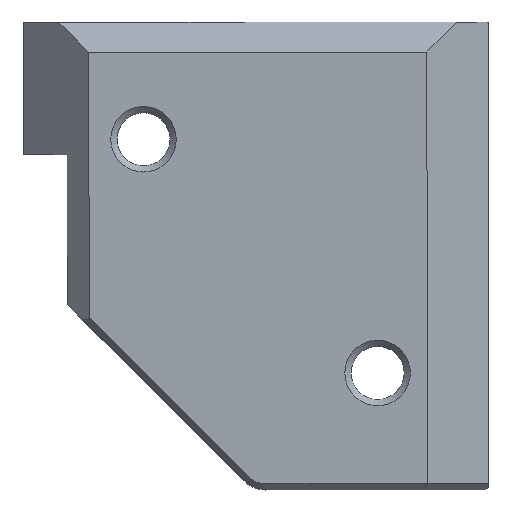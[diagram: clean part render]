
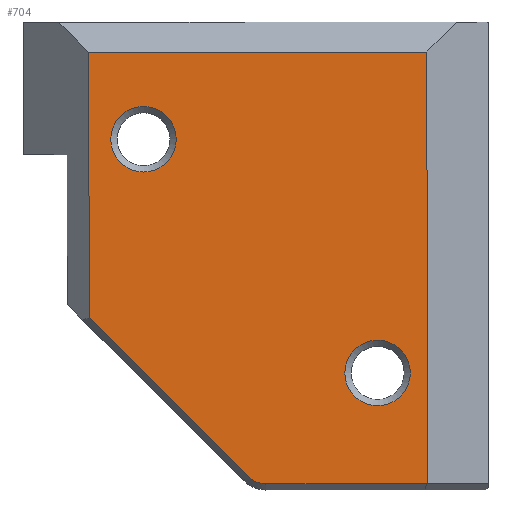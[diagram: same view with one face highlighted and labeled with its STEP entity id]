
A CAD part, left-side view. The second image highlights one B-rep face of the part: STEP entity #704.
In plain terms, the highlighted planar face has unit normal (-1, 0, 0).
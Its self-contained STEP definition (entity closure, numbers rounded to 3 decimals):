
#23=FACE_BOUND('',#85,.T.);
#24=FACE_BOUND('',#86,.T.);
#27=CIRCLE('',#759,1.6);
#28=CIRCLE('',#760,2.1);
#29=CIRCLE('',#761,2.1);
#46=FACE_OUTER_BOUND('',#84,.T.);
#84=EDGE_LOOP('',(#501,#502,#503,#504,#505,#506));
#85=EDGE_LOOP('',(#507));
#86=EDGE_LOOP('',(#508));
#143=LINE('',#1056,#231);
#144=LINE('',#1059,#232);
#146=LINE('',#1063,#234);
#147=LINE('',#1065,#235);
#148=LINE('',#1067,#236);
#231=VECTOR('',#844,10.);
#232=VECTOR('',#847,1000.);
#234=VECTOR('',#851,1000.);
#235=VECTOR('',#852,1000.);
#236=VECTOR('',#853,1000.);
#294=VERTEX_POINT('',#1001);
#317=VERTEX_POINT('',#1054);
#318=VERTEX_POINT('',#1058);
#319=VERTEX_POINT('',#1062);
#320=VERTEX_POINT('',#1064);
#321=VERTEX_POINT('',#1066);
#322=VERTEX_POINT('',#1069);
#323=VERTEX_POINT('',#1071);
#386=EDGE_CURVE('',#294,#317,#143,.T.);
#387=EDGE_CURVE('',#318,#294,#144,.T.);
#389=EDGE_CURVE('',#317,#319,#146,.T.);
#390=EDGE_CURVE('',#320,#319,#147,.T.);
#391=EDGE_CURVE('',#320,#321,#148,.T.);
#392=EDGE_CURVE('',#321,#318,#27,.T.);
#393=EDGE_CURVE('',#322,#322,#28,.T.);
#394=EDGE_CURVE('',#323,#323,#29,.T.);
#501=ORIENTED_EDGE('',*,*,#386,.T.);
#502=ORIENTED_EDGE('',*,*,#389,.T.);
#503=ORIENTED_EDGE('',*,*,#390,.F.);
#504=ORIENTED_EDGE('',*,*,#391,.T.);
#505=ORIENTED_EDGE('',*,*,#392,.T.);
#506=ORIENTED_EDGE('',*,*,#387,.T.);
#507=ORIENTED_EDGE('',*,*,#393,.T.);
#508=ORIENTED_EDGE('',*,*,#394,.T.);
#674=PLANE('',#758);
#704=ADVANCED_FACE('',(#46,#23,#24),#674,.T.);
#758=AXIS2_PLACEMENT_3D('',#1061,#849,#850);
#759=AXIS2_PLACEMENT_3D('',#1068,#854,#855);
#760=AXIS2_PLACEMENT_3D('',#1070,#856,#857);
#761=AXIS2_PLACEMENT_3D('',#1072,#858,#859);
#844=DIRECTION('',(0.,0.001,1.));
#847=DIRECTION('',(0.,-1.,0.001));
#849=DIRECTION('center_axis',(-1.,0.,0.));
#850=DIRECTION('ref_axis',(0.,1.,-0.001));
#851=DIRECTION('',(0.,1.,-0.001));
#852=DIRECTION('',(0.,0.001,1.));
#853=DIRECTION('',(0.,-0.708,-0.706));
#854=DIRECTION('center_axis',(-1.,0.,0.));
#855=DIRECTION('ref_axis',(0.,0.,1.));
#856=DIRECTION('center_axis',(1.,0.,0.));
#857=DIRECTION('ref_axis',(0.,0.,1.));
#858=DIRECTION('center_axis',(1.,0.,0.));
#859=DIRECTION('ref_axis',(0.,0.,1.));
#1001=CARTESIAN_POINT('',(39.251,-225.686,368.277));
#1054=CARTESIAN_POINT('',(39.251,-225.66,395.955));
#1056=CARTESIAN_POINT('',(39.251,-225.658,397.877));
#1058=CARTESIAN_POINT('',(39.251,-215.336,368.267));
#1059=CARTESIAN_POINT('',(39.251,-233.508,368.284));
#1061=CARTESIAN_POINT('Origin',(39.251,-233.48,397.884));
#1062=CARTESIAN_POINT('',(39.251,-203.982,395.935));
#1063=CARTESIAN_POINT('',(39.251,-233.482,395.963));
#1064=CARTESIAN_POINT('',(39.251,-203.998,378.922));
#1065=CARTESIAN_POINT('',(39.251,-203.988,390.356));
#1066=CARTESIAN_POINT('',(39.251,-214.204,368.735));
#1067=CARTESIAN_POINT('',(39.251,-209.285,373.644));
#1068=CARTESIAN_POINT('Origin',(39.251,-215.335,369.867));
#1069=CARTESIAN_POINT('',(39.251,-207.487,388.259));
#1070=CARTESIAN_POINT('Origin',(39.251,-207.487,390.359));
#1071=CARTESIAN_POINT('',(39.251,-222.501,373.274));
#1072=CARTESIAN_POINT('Origin',(39.251,-222.501,375.374));
